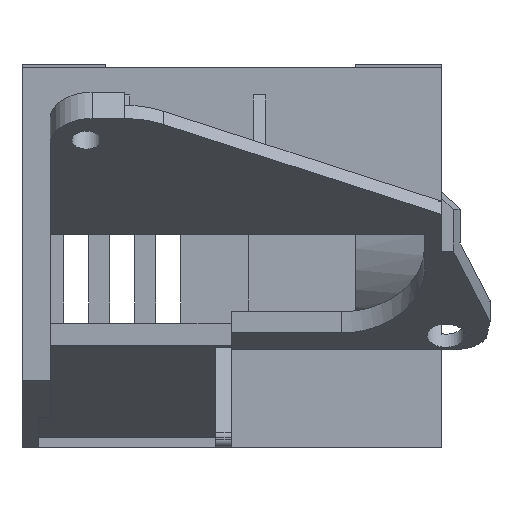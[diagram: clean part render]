
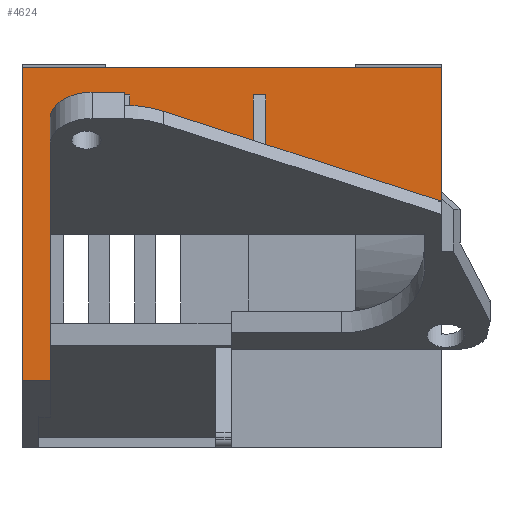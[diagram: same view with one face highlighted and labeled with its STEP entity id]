
A CAD part, front view. The second image highlights one B-rep face of the part: STEP entity #4624.
In plain terms, the highlighted planar face has unit normal (0, -1, 0).
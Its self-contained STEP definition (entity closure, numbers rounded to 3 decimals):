
#175=FACE_OUTER_BOUND('',#422,.T.);
#422=EDGE_LOOP('',(#3358,#3359,#3360,#3361,#3362,#3363,#3364,#3365,#3366,
#3367,#3368,#3369,#3370,#3371,#3372));
#739=LINE('',#6426,#1312);
#879=LINE('',#6827,#1452);
#882=LINE('',#6833,#1455);
#886=LINE('',#6840,#1459);
#891=LINE('',#6855,#1464);
#896=LINE('',#6866,#1469);
#900=LINE('',#6873,#1473);
#903=LINE('',#6880,#1476);
#905=LINE('',#6883,#1478);
#906=LINE('',#6885,#1479);
#907=LINE('',#6888,#1480);
#908=LINE('',#6890,#1481);
#909=LINE('',#6892,#1482);
#910=LINE('',#6894,#1483);
#911=LINE('',#6895,#1484);
#1312=VECTOR('',#5159,10.);
#1452=VECTOR('',#5527,10.);
#1455=VECTOR('',#5532,10.);
#1459=VECTOR('',#5538,10.);
#1464=VECTOR('',#5551,10.);
#1469=VECTOR('',#5560,10.);
#1473=VECTOR('',#5564,10.);
#1476=VECTOR('',#5571,10.);
#1478=VECTOR('',#5575,10.);
#1479=VECTOR('',#5578,10.);
#1480=VECTOR('',#5581,10.);
#1481=VECTOR('',#5582,10.);
#1482=VECTOR('',#5583,10.);
#1483=VECTOR('',#5584,10.);
#1484=VECTOR('',#5585,10.);
#1886=VERTEX_POINT('',#6423);
#1887=VERTEX_POINT('',#6425);
#2033=VERTEX_POINT('',#6824);
#2034=VERTEX_POINT('',#6826);
#2036=VERTEX_POINT('',#6832);
#2038=VERTEX_POINT('',#6838);
#2044=VERTEX_POINT('',#6854);
#2048=VERTEX_POINT('',#6865);
#2051=VERTEX_POINT('',#6871);
#2052=VERTEX_POINT('',#6877);
#2053=VERTEX_POINT('',#6879);
#2054=VERTEX_POINT('',#6887);
#2055=VERTEX_POINT('',#6889);
#2056=VERTEX_POINT('',#6891);
#2057=VERTEX_POINT('',#6893);
#2342=EDGE_CURVE('',#1887,#1886,#739,.T.);
#2540=EDGE_CURVE('',#2034,#2033,#879,.T.);
#2543=EDGE_CURVE('',#2036,#2034,#882,.T.);
#2547=EDGE_CURVE('',#2033,#2038,#886,.T.);
#2554=EDGE_CURVE('',#2044,#2036,#891,.T.);
#2560=EDGE_CURVE('',#2048,#1887,#896,.T.);
#2564=EDGE_CURVE('',#2038,#2051,#900,.T.);
#2567=EDGE_CURVE('',#2053,#2052,#903,.T.);
#2569=EDGE_CURVE('',#2052,#2048,#905,.T.);
#2570=EDGE_CURVE('',#2051,#2053,#906,.T.);
#2571=EDGE_CURVE('',#2054,#1886,#907,.T.);
#2572=EDGE_CURVE('',#2055,#2054,#908,.T.);
#2573=EDGE_CURVE('',#2055,#2056,#909,.T.);
#2574=EDGE_CURVE('',#2056,#2057,#910,.T.);
#2575=EDGE_CURVE('',#2057,#2044,#911,.T.);
#3358=ORIENTED_EDGE('',*,*,#2547,.T.);
#3359=ORIENTED_EDGE('',*,*,#2564,.T.);
#3360=ORIENTED_EDGE('',*,*,#2570,.T.);
#3361=ORIENTED_EDGE('',*,*,#2567,.T.);
#3362=ORIENTED_EDGE('',*,*,#2569,.T.);
#3363=ORIENTED_EDGE('',*,*,#2560,.T.);
#3364=ORIENTED_EDGE('',*,*,#2342,.T.);
#3365=ORIENTED_EDGE('',*,*,#2571,.F.);
#3366=ORIENTED_EDGE('',*,*,#2572,.F.);
#3367=ORIENTED_EDGE('',*,*,#2573,.T.);
#3368=ORIENTED_EDGE('',*,*,#2574,.T.);
#3369=ORIENTED_EDGE('',*,*,#2575,.T.);
#3370=ORIENTED_EDGE('',*,*,#2554,.T.);
#3371=ORIENTED_EDGE('',*,*,#2543,.T.);
#3372=ORIENTED_EDGE('',*,*,#2540,.T.);
#4416=PLANE('',#4920);
#4624=ADVANCED_FACE('',(#175),#4416,.T.);
#4920=AXIS2_PLACEMENT_3D('',#6886,#5579,#5580);
#5159=DIRECTION('',(0.,0.,1.));
#5527=DIRECTION('',(1.,0.,0.));
#5532=DIRECTION('',(0.,0.,1.));
#5538=DIRECTION('',(0.,0.,-1.));
#5551=DIRECTION('',(1.,0.,0.));
#5560=DIRECTION('',(1.,0.,0.));
#5564=DIRECTION('',(1.,0.,0.));
#5571=DIRECTION('',(1.,0.,0.));
#5575=DIRECTION('',(0.,0.,-1.));
#5578=DIRECTION('',(0.,0.,1.));
#5579=DIRECTION('center_axis',(0.,-1.,0.));
#5580=DIRECTION('ref_axis',(-1.,0.,0.));
#5581=DIRECTION('',(1.,0.,0.));
#5582=DIRECTION('',(0.,0.,1.));
#5583=DIRECTION('',(1.,0.,0.));
#5584=DIRECTION('',(0.,0.,1.));
#5585=DIRECTION('',(0.,0.,1.));
#6423=CARTESIAN_POINT('',(24.163,-31.219,2.5));
#6425=CARTESIAN_POINT('',(24.163,-31.219,-13.544));
#6426=CARTESIAN_POINT('',(24.163,-31.219,0.));
#6824=CARTESIAN_POINT('',(-13.137,-31.219,-0.842));
#6826=CARTESIAN_POINT('',(-14.637,-31.219,-0.842));
#6827=CARTESIAN_POINT('',(4.763,-31.219,-0.842));
#6832=CARTESIAN_POINT('',(-14.637,-31.219,-13.544));
#6833=CARTESIAN_POINT('',(-14.637,-31.219,-3.524));
#6838=CARTESIAN_POINT('',(-13.137,-31.219,-13.544));
#6840=CARTESIAN_POINT('',(-13.137,-31.219,-3.524));
#6854=CARTESIAN_POINT('',(-22.637,-31.219,-13.544));
#6855=CARTESIAN_POINT('',(24.163,-31.219,-13.544));
#6865=CARTESIAN_POINT('',(3.163,-31.219,-13.544));
#6866=CARTESIAN_POINT('',(24.163,-31.219,-13.544));
#6871=CARTESIAN_POINT('',(1.663,-31.219,-13.544));
#6873=CARTESIAN_POINT('',(24.163,-31.219,-13.544));
#6877=CARTESIAN_POINT('',(3.163,-31.219,-0.835));
#6879=CARTESIAN_POINT('',(1.663,-31.219,-0.835));
#6880=CARTESIAN_POINT('',(13.663,-31.219,-0.835));
#6883=CARTESIAN_POINT('',(3.163,-31.219,-3.633));
#6885=CARTESIAN_POINT('',(1.663,-31.219,-3.633));
#6886=CARTESIAN_POINT('Origin',(24.163,-31.219,0.));
#6887=CARTESIAN_POINT('',(-26.017,-31.219,2.5));
#6888=CARTESIAN_POINT('',(-26.017,-31.219,2.5));
#6889=CARTESIAN_POINT('',(-26.017,-31.219,-35.));
#6890=CARTESIAN_POINT('',(-26.017,-31.219,0.));
#6891=CARTESIAN_POINT('',(-22.637,-31.219,-35.));
#6892=CARTESIAN_POINT('',(0.763,-31.219,-35.));
#6893=CARTESIAN_POINT('',(-22.637,-31.219,-16.082));
#6894=CARTESIAN_POINT('',(-22.637,-31.219,-18.126));
#6895=CARTESIAN_POINT('',(-22.637,-31.219,-4.907));
